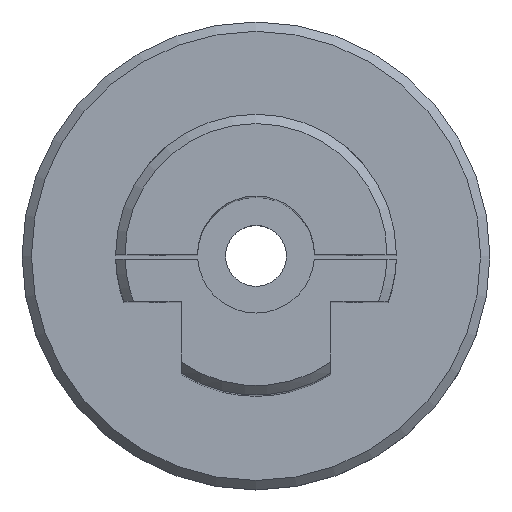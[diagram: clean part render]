
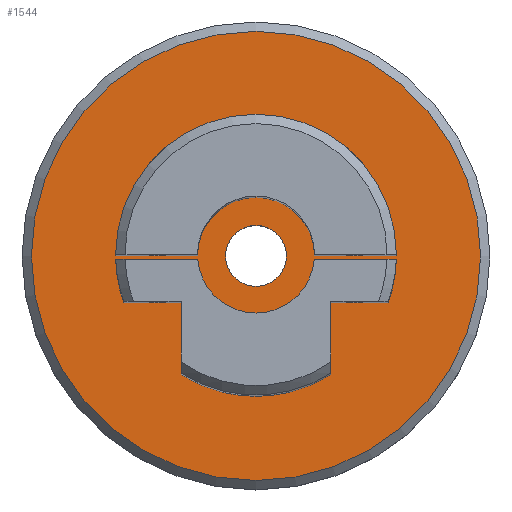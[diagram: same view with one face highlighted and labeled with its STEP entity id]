
A CAD part, top view. The second image highlights one B-rep face of the part: STEP entity #1544.
In plain terms, the highlighted planar face has unit normal (0, 0, 1).
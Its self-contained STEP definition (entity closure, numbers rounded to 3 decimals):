
#128=FACE_BOUND('',#491,.T.);
#129=FACE_BOUND('',#492,.T.);
#130=FACE_BOUND('',#493,.T.);
#131=FACE_BOUND('',#494,.T.);
#132=FACE_BOUND('',#495,.T.);
#133=FACE_BOUND('',#496,.T.);
#344=PLANE('',#1709);
#390=FACE_OUTER_BOUND('',#490,.T.);
#490=EDGE_LOOP('',(#1269));
#491=EDGE_LOOP('',(#1270));
#492=EDGE_LOOP('',(#1271));
#493=EDGE_LOOP('',(#1272));
#494=EDGE_LOOP('',(#1273));
#495=EDGE_LOOP('',(#1274));
#496=EDGE_LOOP('',(#1275));
#617=CIRCLE('',#1705,48.);
#620=CIRCLE('',#1710,6.5);
#621=CIRCLE('',#1711,2.25);
#622=CIRCLE('',#1712,2.25);
#623=CIRCLE('',#1713,2.25);
#624=CIRCLE('',#1714,2.25);
#625=CIRCLE('',#1715,2.25);
#754=VERTEX_POINT('',#2560);
#757=VERTEX_POINT('',#2570);
#758=VERTEX_POINT('',#2572);
#759=VERTEX_POINT('',#2574);
#760=VERTEX_POINT('',#2576);
#761=VERTEX_POINT('',#2578);
#762=VERTEX_POINT('',#2580);
#942=EDGE_CURVE('',#754,#754,#617,.T.);
#947=EDGE_CURVE('',#757,#757,#620,.T.);
#948=EDGE_CURVE('',#758,#758,#621,.T.);
#949=EDGE_CURVE('',#759,#759,#622,.T.);
#950=EDGE_CURVE('',#760,#760,#623,.T.);
#951=EDGE_CURVE('',#761,#761,#624,.T.);
#952=EDGE_CURVE('',#762,#762,#625,.T.);
#1269=ORIENTED_EDGE('',*,*,#942,.F.);
#1270=ORIENTED_EDGE('',*,*,#947,.T.);
#1271=ORIENTED_EDGE('',*,*,#948,.T.);
#1272=ORIENTED_EDGE('',*,*,#949,.T.);
#1273=ORIENTED_EDGE('',*,*,#950,.T.);
#1274=ORIENTED_EDGE('',*,*,#951,.T.);
#1275=ORIENTED_EDGE('',*,*,#952,.T.);
#1544=ADVANCED_FACE('',(#390,#128,#129,#130,#131,#132,#133),#344,.T.);
#1705=AXIS2_PLACEMENT_3D('',#2561,#2021,#2022);
#1709=AXIS2_PLACEMENT_3D('',#2569,#2031,#2032);
#1710=AXIS2_PLACEMENT_3D('',#2571,#2033,#2034);
#1711=AXIS2_PLACEMENT_3D('',#2573,#2035,#2036);
#1712=AXIS2_PLACEMENT_3D('',#2575,#2037,#2038);
#1713=AXIS2_PLACEMENT_3D('',#2577,#2039,#2040);
#1714=AXIS2_PLACEMENT_3D('',#2579,#2041,#2042);
#1715=AXIS2_PLACEMENT_3D('',#2581,#2043,#2044);
#2021=DIRECTION('center_axis',(0.,0.,-1.));
#2022=DIRECTION('ref_axis',(1.,0.,0.));
#2031=DIRECTION('center_axis',(0.,0.,1.));
#2032=DIRECTION('ref_axis',(1.,0.,0.));
#2033=DIRECTION('center_axis',(0.,0.,-1.));
#2034=DIRECTION('ref_axis',(-1.,0.,0.));
#2035=DIRECTION('center_axis',(0.,0.,-1.));
#2036=DIRECTION('ref_axis',(-1.,0.,0.));
#2037=DIRECTION('center_axis',(0.,0.,-1.));
#2038=DIRECTION('ref_axis',(-1.,0.,0.));
#2039=DIRECTION('center_axis',(0.,0.,-1.));
#2040=DIRECTION('ref_axis',(-1.,0.,0.));
#2041=DIRECTION('center_axis',(0.,0.,-1.));
#2042=DIRECTION('ref_axis',(-1.,0.,0.));
#2043=DIRECTION('center_axis',(0.,0.,-1.));
#2044=DIRECTION('ref_axis',(-1.,0.,0.));
#2560=CARTESIAN_POINT('',(-48.,0.,15.));
#2561=CARTESIAN_POINT('Origin',(0.,0.,15.));
#2569=CARTESIAN_POINT('Origin',(0.,0.,15.));
#2570=CARTESIAN_POINT('',(6.5,0.,15.));
#2571=CARTESIAN_POINT('Origin',(0.,0.,15.));
#2572=CARTESIAN_POINT('',(23.633,7.,15.));
#2573=CARTESIAN_POINT('Origin',(21.383,7.,15.));
#2574=CARTESIAN_POINT('',(-19.133,7.,15.));
#2575=CARTESIAN_POINT('Origin',(-21.383,7.,15.));
#2576=CARTESIAN_POINT('',(12.25,-20.156,15.));
#2577=CARTESIAN_POINT('Origin',(10.,-20.156,15.));
#2578=CARTESIAN_POINT('',(-7.75,-20.156,15.));
#2579=CARTESIAN_POINT('Origin',(-10.,-20.156,15.));
#2580=CARTESIAN_POINT('',(2.25,22.5,15.));
#2581=CARTESIAN_POINT('Origin',(0.,22.5,15.));
